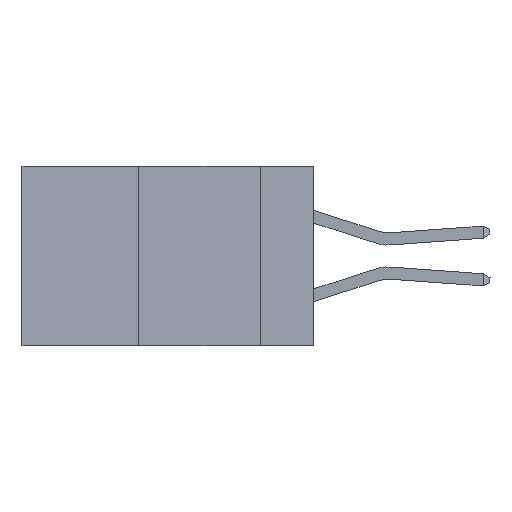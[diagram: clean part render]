
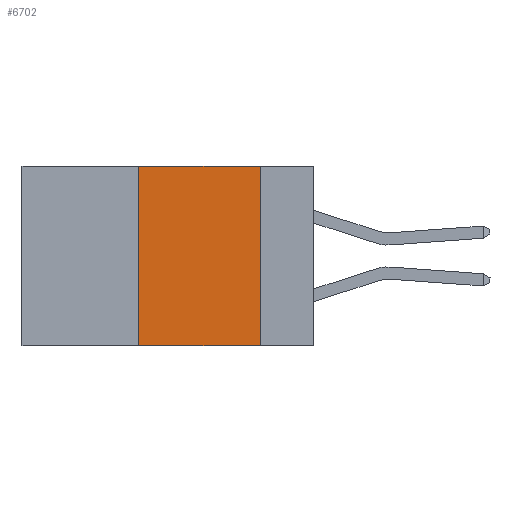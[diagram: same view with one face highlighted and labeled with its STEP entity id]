
A CAD part, left-side view. The second image highlights one B-rep face of the part: STEP entity #6702.
In plain terms, the highlighted planar face has unit normal (-1, 0, 0).
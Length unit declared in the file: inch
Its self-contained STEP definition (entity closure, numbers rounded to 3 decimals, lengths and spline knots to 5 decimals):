
#12 = CARTESIAN_POINT ( 'NONE',  ( 0., 0.36, -0.37 ) ) ;
#177 = CARTESIAN_POINT ( 'NONE',  ( 0., 0.6, 0. ) ) ;
#303 = AXIS2_PLACEMENT_3D ( 'NONE', #177, #9002, #1793 ) ;
#338 = LINE ( 'NONE', #7837, #6832 ) ;
#503 = VERTEX_POINT ( 'NONE', #7766 ) ;
#1793 = DIRECTION ( 'NONE',  ( 0., 0., -1. ) ) ;
#2537 = LINE ( 'NONE', #7935, #7921 ) ;
#3214 = ORIENTED_EDGE ( 'NONE', *, *, #6037, .T. ) ;
#3404 = PLANE ( 'NONE',  #303 ) ;
#4006 = VERTEX_POINT ( 'NONE', #8141 ) ;
#4104 = LINE ( 'NONE', #7132, #6720 ) ;
#4413 = VERTEX_POINT ( 'NONE', #12 ) ;
#4589 = DIRECTION ( 'NONE',  ( 0., -1., 0. ) ) ;
#5373 = DIRECTION ( 'NONE',  ( 0., -1., 0. ) ) ;
#5730 = FACE_OUTER_BOUND ( 'NONE', #8725, .T. ) ;
#6037 = EDGE_CURVE ( 'NONE', #4413, #4006, #7879, .T. ) ;
#6047 = CARTESIAN_POINT ( 'NONE',  ( 0., 0.6, -0.37 ) ) ;
#6345 = DIRECTION ( 'NONE',  ( 0., 0., -1. ) ) ;
#6426 = ORIENTED_EDGE ( 'NONE', *, *, #6853, .F. ) ;
#6598 = ORIENTED_EDGE ( 'NONE', *, *, #7188, .F. ) ;
#6702 = ADVANCED_FACE ( 'NONE', ( #5730 ), #3404, .F. ) ;
#6720 = VECTOR ( 'NONE', #5373, 39.37008 ) ;
#6806 = VERTEX_POINT ( 'NONE', #6867 ) ;
#6832 = VECTOR ( 'NONE', #10216, 39.37008 ) ;
#6853 = EDGE_CURVE ( 'NONE', #503, #6806, #4104, .T. ) ;
#6867 = CARTESIAN_POINT ( 'NONE',  ( 0., 0.11, 0. ) ) ;
#7132 = CARTESIAN_POINT ( 'NONE',  ( 0., 0.6, 0. ) ) ;
#7188 = EDGE_CURVE ( 'NONE', #4413, #503, #338, .T. ) ;
#7766 = CARTESIAN_POINT ( 'NONE',  ( 0., 0.36, 0. ) ) ;
#7837 = CARTESIAN_POINT ( 'NONE',  ( 0., 0.36, 0. ) ) ;
#7879 = LINE ( 'NONE', #6047, #8001 ) ;
#7921 = VECTOR ( 'NONE', #6345, 39.37008 ) ;
#7935 = CARTESIAN_POINT ( 'NONE',  ( 0., 0.11, 0. ) ) ;
#8001 = VECTOR ( 'NONE', #4589, 39.37008 ) ;
#8018 = ORIENTED_EDGE ( 'NONE', *, *, #10310, .F. ) ;
#8141 = CARTESIAN_POINT ( 'NONE',  ( 0., 0.11, -0.37 ) ) ;
#8725 = EDGE_LOOP ( 'NONE', ( #8018, #6426, #6598, #3214 ) ) ;
#9002 = DIRECTION ( 'NONE',  ( 1., 0., 0. ) ) ;
#10216 = DIRECTION ( 'NONE',  ( 0., 0., 1. ) ) ;
#10310 = EDGE_CURVE ( 'NONE', #6806, #4006, #2537, .T. ) ;
